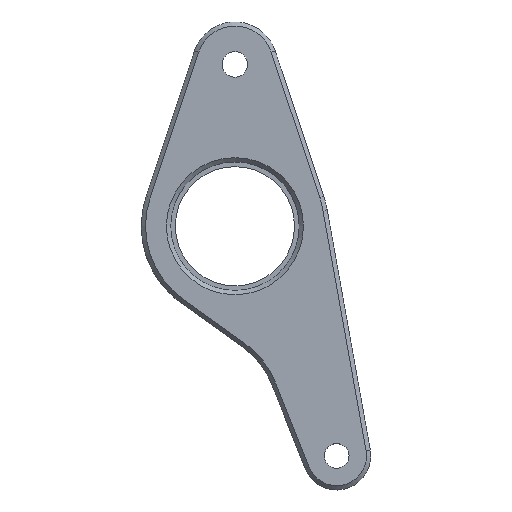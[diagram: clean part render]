
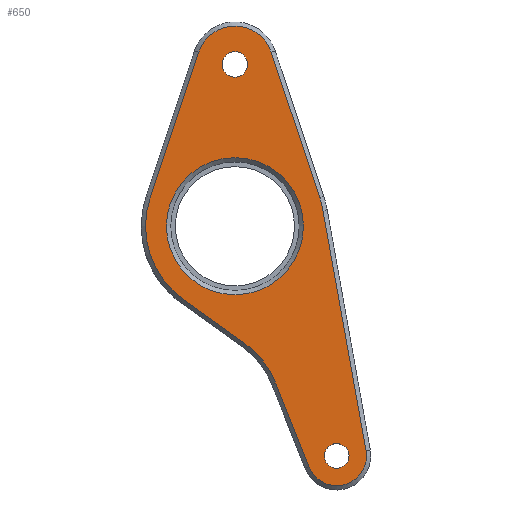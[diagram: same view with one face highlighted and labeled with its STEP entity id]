
A CAD part, top view. The second image highlights one B-rep face of the part: STEP entity #650.
In plain terms, the highlighted planar face has unit normal (0, 0, 1).
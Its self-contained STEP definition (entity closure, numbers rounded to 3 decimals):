
#27=FACE_BOUND('',#134,.T.);
#28=FACE_BOUND('',#135,.T.);
#29=FACE_BOUND('',#136,.T.);
#52=PLANE('',#729);
#89=FACE_OUTER_BOUND('',#133,.T.);
#133=EDGE_LOOP('',(#588,#589,#590,#591,#592,#593,#594,#595,#596,#597));
#134=EDGE_LOOP('',(#598));
#135=EDGE_LOOP('',(#599));
#136=EDGE_LOOP('',(#600));
#183=LINE('',#1064,#243);
#186=LINE('',#1072,#246);
#189=LINE('',#1080,#249);
#192=LINE('',#1088,#252);
#195=LINE('',#1096,#255);
#243=VECTOR('',#873,1000.);
#246=VECTOR('',#882,1000.);
#249=VECTOR('',#891,1000.);
#252=VECTOR('',#900,1000.);
#255=VECTOR('',#909,1000.);
#263=CIRCLE('',#682,1.5);
#266=CIRCLE('',#690,1.45);
#279=CIRCLE('',#714,10.5);
#280=CIRCLE('',#717,4.5);
#281=CIRCLE('',#720,10.5);
#282=CIRCLE('',#723,10.5);
#283=CIRCLE('',#726,3.5);
#285=CIRCLE('',#730,8.05);
#303=VERTEX_POINT('',#979);
#316=VERTEX_POINT('',#1013);
#329=VERTEX_POINT('',#1060);
#330=VERTEX_POINT('',#1062);
#331=VERTEX_POINT('',#1066);
#332=VERTEX_POINT('',#1070);
#333=VERTEX_POINT('',#1074);
#334=VERTEX_POINT('',#1078);
#335=VERTEX_POINT('',#1082);
#336=VERTEX_POINT('',#1086);
#337=VERTEX_POINT('',#1090);
#338=VERTEX_POINT('',#1094);
#340=VERTEX_POINT('',#1104);
#366=EDGE_CURVE('',#303,#303,#263,.T.);
#381=EDGE_CURVE('',#316,#316,#266,.T.);
#407=EDGE_CURVE('',#329,#330,#183,.T.);
#409=EDGE_CURVE('',#330,#331,#279,.T.);
#411=EDGE_CURVE('',#331,#332,#186,.T.);
#413=EDGE_CURVE('',#332,#333,#280,.T.);
#415=EDGE_CURVE('',#333,#334,#189,.T.);
#417=EDGE_CURVE('',#334,#335,#281,.T.);
#419=EDGE_CURVE('',#335,#336,#192,.T.);
#421=EDGE_CURVE('',#336,#337,#282,.T.);
#423=EDGE_CURVE('',#337,#338,#195,.T.);
#424=EDGE_CURVE('',#338,#329,#283,.T.);
#427=EDGE_CURVE('',#340,#340,#285,.T.);
#588=ORIENTED_EDGE('',*,*,#424,.T.);
#589=ORIENTED_EDGE('',*,*,#407,.T.);
#590=ORIENTED_EDGE('',*,*,#409,.T.);
#591=ORIENTED_EDGE('',*,*,#411,.T.);
#592=ORIENTED_EDGE('',*,*,#413,.T.);
#593=ORIENTED_EDGE('',*,*,#415,.T.);
#594=ORIENTED_EDGE('',*,*,#417,.T.);
#595=ORIENTED_EDGE('',*,*,#419,.T.);
#596=ORIENTED_EDGE('',*,*,#421,.T.);
#597=ORIENTED_EDGE('',*,*,#423,.T.);
#598=ORIENTED_EDGE('',*,*,#366,.T.);
#599=ORIENTED_EDGE('',*,*,#427,.T.);
#600=ORIENTED_EDGE('',*,*,#381,.F.);
#650=ADVANCED_FACE('',(#89,#27,#28,#29),#52,.F.);
#682=AXIS2_PLACEMENT_3D('',#981,#786,#787);
#690=AXIS2_PLACEMENT_3D('',#1014,#814,#815);
#714=AXIS2_PLACEMENT_3D('',#1068,#877,#878);
#717=AXIS2_PLACEMENT_3D('',#1076,#886,#887);
#720=AXIS2_PLACEMENT_3D('',#1084,#895,#896);
#723=AXIS2_PLACEMENT_3D('',#1092,#904,#905);
#726=AXIS2_PLACEMENT_3D('',#1098,#912,#913);
#729=AXIS2_PLACEMENT_3D('',#1103,#919,#920);
#730=AXIS2_PLACEMENT_3D('',#1105,#921,#922);
#786=DIRECTION('center_axis',(0.,0.,-1.));
#787=DIRECTION('ref_axis',(-1.,0.,0.));
#814=DIRECTION('center_axis',(0.,0.,1.));
#815=DIRECTION('ref_axis',(-1.,0.,0.));
#873=DIRECTION('',(-0.177,0.984,0.));
#877=DIRECTION('center_axis',(0.,0.,1.));
#878=DIRECTION('ref_axis',(0.,-1.,0.));
#882=DIRECTION('',(-0.316,0.949,0.));
#886=DIRECTION('center_axis',(0.,0.,1.));
#887=DIRECTION('ref_axis',(-1.,0.,0.));
#891=DIRECTION('',(-0.316,-0.949,0.));
#895=DIRECTION('center_axis',(0.,0.,1.));
#896=DIRECTION('ref_axis',(-1.,0.,0.));
#900=DIRECTION('',(0.812,-0.583,0.));
#904=DIRECTION('center_axis',(0.,0.,-1.));
#905=DIRECTION('ref_axis',(0.583,0.812,0.));
#909=DIRECTION('',(0.369,-0.93,0.));
#912=DIRECTION('center_axis',(0.,0.,1.));
#913=DIRECTION('ref_axis',(1.,0.,0.));
#919=DIRECTION('center_axis',(0.,0.,-1.));
#920=DIRECTION('ref_axis',(-1.,0.,0.));
#921=DIRECTION('center_axis',(0.,0.,-1.));
#922=DIRECTION('ref_axis',(-1.,0.,0.));
#979=CARTESIAN_POINT('',(24.213,70.201,0.55));
#981=CARTESIAN_POINT('Origin',(22.713,70.201,0.55));
#1013=CARTESIAN_POINT('',(36.115,24.23,0.55));
#1014=CARTESIAN_POINT('Origin',(34.665,24.23,0.55));
#1060=CARTESIAN_POINT('',(38.11,24.849,0.55));
#1062=CARTESIAN_POINT('',(33.048,53.055,0.55));
#1064=CARTESIAN_POINT('',(35.579,38.952,0.55));
#1066=CARTESIAN_POINT('',(32.676,54.517,0.55));
#1068=CARTESIAN_POINT('Origin',(22.713,51.201,0.55));
#1070=CARTESIAN_POINT('',(26.983,71.622,0.55));
#1072=CARTESIAN_POINT('',(34.466,49.138,0.55));
#1074=CARTESIAN_POINT('',(18.444,71.622,0.55));
#1076=CARTESIAN_POINT('Origin',(22.713,70.201,0.55));
#1078=CARTESIAN_POINT('',(12.751,54.517,0.55));
#1080=CARTESIAN_POINT('',(9.306,44.167,0.55));
#1082=CARTESIAN_POINT('',(16.588,42.673,0.55));
#1084=CARTESIAN_POINT('Origin',(22.713,51.201,0.55));
#1086=CARTESIAN_POINT('',(23.874,37.439,0.55));
#1088=CARTESIAN_POINT('',(30.563,32.635,0.55));
#1090=CARTESIAN_POINT('',(27.509,32.781,0.55));
#1092=CARTESIAN_POINT('Origin',(17.749,28.911,0.55));
#1094=CARTESIAN_POINT('',(31.411,22.94,0.55));
#1096=CARTESIAN_POINT('',(31.411,22.94,0.55));
#1098=CARTESIAN_POINT('Origin',(34.665,24.23,0.55));
#1103=CARTESIAN_POINT('Origin',(34.665,24.23,0.55));
#1104=CARTESIAN_POINT('',(30.763,51.201,0.55));
#1105=CARTESIAN_POINT('Origin',(22.713,51.201,0.55));
